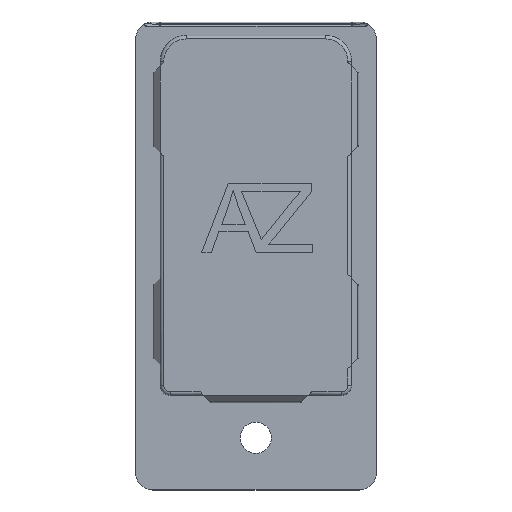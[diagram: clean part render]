
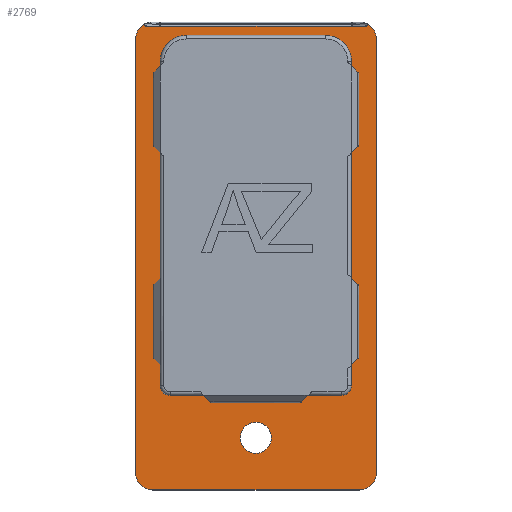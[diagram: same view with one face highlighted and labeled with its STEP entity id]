
A CAD part, top view. The second image highlights one B-rep face of the part: STEP entity #2769.
In plain terms, the highlighted planar face has unit normal (0, 0, 1).
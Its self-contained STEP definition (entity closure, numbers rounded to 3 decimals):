
#32=ELLIPSE('',#2992,0.311,0.2);
#33=ELLIPSE('',#2993,0.311,0.2);
#66=B_SPLINE_CURVE_WITH_KNOTS('',3,(#4293,#4294,#4295,#4296),
 .UNSPECIFIED.,.F.,.F.,(4,4),(0.119,0.139),
 .UNSPECIFIED.);
#67=B_SPLINE_CURVE_WITH_KNOTS('',3,(#4335,#4336,#4337,#4338),
 .UNSPECIFIED.,.F.,.F.,(4,4),(0.001,0.021),
 .UNSPECIFIED.);
#109=LINE('',#4224,#369);
#128=LINE('',#4341,#388);
#129=LINE('',#4345,#389);
#130=LINE('',#4347,#390);
#131=LINE('',#4352,#391);
#132=LINE('',#4354,#392);
#133=LINE('',#4356,#393);
#134=LINE('',#4360,#394);
#135=LINE('',#4362,#395);
#136=LINE('',#4364,#396);
#137=LINE('',#4368,#397);
#138=LINE('',#4372,#398);
#139=LINE('',#4374,#399);
#140=LINE('',#4376,#400);
#141=LINE('',#4378,#401);
#142=LINE('',#4379,#402);
#369=VECTOR('',#3327,10.);
#388=VECTOR('',#3408,10.);
#389=VECTOR('',#3411,10.);
#390=VECTOR('',#3414,10.);
#391=VECTOR('',#3417,10.);
#392=VECTOR('',#3418,10.);
#393=VECTOR('',#3419,10.);
#394=VECTOR('',#3422,10.);
#395=VECTOR('',#3423,10.);
#396=VECTOR('',#3424,10.);
#397=VECTOR('',#3427,10.);
#398=VECTOR('',#3430,10.);
#399=VECTOR('',#3431,10.);
#400=VECTOR('',#3432,10.);
#401=VECTOR('',#3433,10.);
#402=VECTOR('',#3434,10.);
#669=FACE_BOUND('',#950,.T.);
#670=FACE_BOUND('',#951,.T.);
#680=PLANE('',#2991);
#779=FACE_OUTER_BOUND('',#949,.T.);
#949=EDGE_LOOP('',(#2027,#2028,#2029,#2030,#2031,#2032,#2033,#2034,#2035,
#2036,#2037,#2038));
#950=EDGE_LOOP('',(#2039));
#951=EDGE_LOOP('',(#2040,#2041,#2042,#2043,#2044,#2045,#2046,#2047,#2048,
#2049,#2050,#2051,#2052,#2053,#2054,#2055));
#1099=CIRCLE('',#2933,1.8);
#1100=CIRCLE('',#2935,2.);
#1105=CIRCLE('',#2943,2.);
#1120=CIRCLE('',#2965,2.);
#1123=CIRCLE('',#2971,2.);
#1132=CIRCLE('',#2994,1.15);
#1133=CIRCLE('',#2995,1.15);
#1134=CIRCLE('',#2996,3.);
#1135=CIRCLE('',#2997,3.);
#1210=VERTEX_POINT('',#4108);
#1211=VERTEX_POINT('',#4112);
#1212=VERTEX_POINT('',#4113);
#1218=VERTEX_POINT('',#4131);
#1219=VERTEX_POINT('',#4132);
#1248=VERTEX_POINT('',#4223);
#1252=VERTEX_POINT('',#4240);
#1256=VERTEX_POINT('',#4260);
#1257=VERTEX_POINT('',#4261);
#1263=VERTEX_POINT('',#4291);
#1275=VERTEX_POINT('',#4334);
#1276=VERTEX_POINT('',#4342);
#1277=VERTEX_POINT('',#4344);
#1278=VERTEX_POINT('',#4348);
#1279=VERTEX_POINT('',#4349);
#1280=VERTEX_POINT('',#4351);
#1281=VERTEX_POINT('',#4353);
#1282=VERTEX_POINT('',#4355);
#1283=VERTEX_POINT('',#4357);
#1284=VERTEX_POINT('',#4359);
#1285=VERTEX_POINT('',#4361);
#1286=VERTEX_POINT('',#4363);
#1287=VERTEX_POINT('',#4365);
#1288=VERTEX_POINT('',#4367);
#1289=VERTEX_POINT('',#4369);
#1290=VERTEX_POINT('',#4371);
#1291=VERTEX_POINT('',#4373);
#1292=VERTEX_POINT('',#4375);
#1293=VERTEX_POINT('',#4377);
#1473=EDGE_CURVE('',#1210,#1210,#1099,.T.);
#1474=EDGE_CURVE('',#1211,#1212,#1100,.T.);
#1483=EDGE_CURVE('',#1218,#1219,#1105,.T.);
#1520=EDGE_CURVE('',#1248,#1219,#109,.T.);
#1526=EDGE_CURVE('',#1248,#1252,#1120,.T.);
#1532=EDGE_CURVE('',#1256,#1257,#1123,.T.);
#1542=EDGE_CURVE('',#1256,#1263,#66,.F.);
#1561=EDGE_CURVE('',#1252,#1275,#67,.T.);
#1563=EDGE_CURVE('',#1211,#1257,#128,.T.);
#1564=EDGE_CURVE('',#1263,#1276,#32,.F.);
#1565=EDGE_CURVE('',#1276,#1277,#129,.T.);
#1566=EDGE_CURVE('',#1275,#1277,#33,.T.);
#1567=EDGE_CURVE('',#1212,#1218,#130,.T.);
#1568=EDGE_CURVE('',#1278,#1279,#1132,.T.);
#1569=EDGE_CURVE('',#1279,#1280,#131,.T.);
#1570=EDGE_CURVE('',#1280,#1281,#132,.T.);
#1571=EDGE_CURVE('',#1281,#1282,#133,.T.);
#1572=EDGE_CURVE('',#1282,#1283,#1133,.T.);
#1573=EDGE_CURVE('',#1283,#1284,#134,.T.);
#1574=EDGE_CURVE('',#1284,#1285,#135,.T.);
#1575=EDGE_CURVE('',#1285,#1286,#136,.T.);
#1576=EDGE_CURVE('',#1287,#1286,#1134,.F.);
#1577=EDGE_CURVE('',#1287,#1288,#137,.T.);
#1578=EDGE_CURVE('',#1289,#1288,#1135,.F.);
#1579=EDGE_CURVE('',#1289,#1290,#138,.T.);
#1580=EDGE_CURVE('',#1290,#1291,#139,.T.);
#1581=EDGE_CURVE('',#1291,#1292,#140,.T.);
#1582=EDGE_CURVE('',#1292,#1293,#141,.T.);
#1583=EDGE_CURVE('',#1293,#1278,#142,.T.);
#2027=ORIENTED_EDGE('',*,*,#1474,.F.);
#2028=ORIENTED_EDGE('',*,*,#1563,.T.);
#2029=ORIENTED_EDGE('',*,*,#1532,.F.);
#2030=ORIENTED_EDGE('',*,*,#1542,.T.);
#2031=ORIENTED_EDGE('',*,*,#1564,.T.);
#2032=ORIENTED_EDGE('',*,*,#1565,.T.);
#2033=ORIENTED_EDGE('',*,*,#1566,.F.);
#2034=ORIENTED_EDGE('',*,*,#1561,.F.);
#2035=ORIENTED_EDGE('',*,*,#1526,.F.);
#2036=ORIENTED_EDGE('',*,*,#1520,.T.);
#2037=ORIENTED_EDGE('',*,*,#1483,.F.);
#2038=ORIENTED_EDGE('',*,*,#1567,.F.);
#2039=ORIENTED_EDGE('',*,*,#1473,.T.);
#2040=ORIENTED_EDGE('',*,*,#1568,.T.);
#2041=ORIENTED_EDGE('',*,*,#1569,.T.);
#2042=ORIENTED_EDGE('',*,*,#1570,.T.);
#2043=ORIENTED_EDGE('',*,*,#1571,.T.);
#2044=ORIENTED_EDGE('',*,*,#1572,.T.);
#2045=ORIENTED_EDGE('',*,*,#1573,.T.);
#2046=ORIENTED_EDGE('',*,*,#1574,.T.);
#2047=ORIENTED_EDGE('',*,*,#1575,.T.);
#2048=ORIENTED_EDGE('',*,*,#1576,.F.);
#2049=ORIENTED_EDGE('',*,*,#1577,.T.);
#2050=ORIENTED_EDGE('',*,*,#1578,.F.);
#2051=ORIENTED_EDGE('',*,*,#1579,.T.);
#2052=ORIENTED_EDGE('',*,*,#1580,.T.);
#2053=ORIENTED_EDGE('',*,*,#1581,.T.);
#2054=ORIENTED_EDGE('',*,*,#1582,.T.);
#2055=ORIENTED_EDGE('',*,*,#1583,.T.);
#2769=ADVANCED_FACE('',(#779,#669,#670),#680,.F.);
#2933=AXIS2_PLACEMENT_3D('',#4110,#3247,#3248);
#2935=AXIS2_PLACEMENT_3D('',#4114,#3251,#3252);
#2943=AXIS2_PLACEMENT_3D('',#4133,#3271,#3272);
#2965=AXIS2_PLACEMENT_3D('',#4241,#3338,#3339);
#2971=AXIS2_PLACEMENT_3D('',#4262,#3350,#3351);
#2991=AXIS2_PLACEMENT_3D('',#4340,#3406,#3407);
#2992=AXIS2_PLACEMENT_3D('',#4343,#3409,#3410);
#2993=AXIS2_PLACEMENT_3D('',#4346,#3412,#3413);
#2994=AXIS2_PLACEMENT_3D('',#4350,#3415,#3416);
#2995=AXIS2_PLACEMENT_3D('',#4358,#3420,#3421);
#2996=AXIS2_PLACEMENT_3D('',#4366,#3425,#3426);
#2997=AXIS2_PLACEMENT_3D('',#4370,#3428,#3429);
#3247=DIRECTION('center_axis',(0.,0.,-1.));
#3248=DIRECTION('ref_axis',(-1.,0.,0.));
#3251=DIRECTION('center_axis',(0.,0.,-1.));
#3252=DIRECTION('ref_axis',(0.707,-0.707,0.));
#3271=DIRECTION('center_axis',(0.,0.,-1.));
#3272=DIRECTION('ref_axis',(-0.707,-0.707,0.));
#3327=DIRECTION('',(0.,-1.,0.));
#3338=DIRECTION('center_axis',(0.,0.,-1.));
#3339=DIRECTION('ref_axis',(-0.707,0.707,0.));
#3350=DIRECTION('center_axis',(0.,0.,-1.));
#3351=DIRECTION('ref_axis',(0.707,0.707,0.));
#3406=DIRECTION('center_axis',(0.,0.,-1.));
#3407=DIRECTION('ref_axis',(-1.,0.,0.));
#3408=DIRECTION('',(0.,1.,0.));
#3409=DIRECTION('center_axis',(0.,0.,1.));
#3410=DIRECTION('ref_axis',(1.,0.,0.));
#3411=DIRECTION('',(-1.,0.,0.));
#3412=DIRECTION('center_axis',(0.,0.,1.));
#3413=DIRECTION('ref_axis',(-1.,0.,0.));
#3414=DIRECTION('',(-1.,0.,0.));
#3415=DIRECTION('center_axis',(0.,0.,-1.));
#3416=DIRECTION('ref_axis',(1.,0.,0.));
#3417=DIRECTION('',(-1.,0.,0.));
#3418=DIRECTION('',(-1.,0.,0.));
#3419=DIRECTION('',(-1.,0.,0.));
#3420=DIRECTION('center_axis',(0.,0.,-1.));
#3421=DIRECTION('ref_axis',(0.,-1.,0.));
#3422=DIRECTION('',(0.,1.,0.));
#3423=DIRECTION('',(0.,1.,0.));
#3424=DIRECTION('',(0.,1.,0.));
#3425=DIRECTION('center_axis',(0.,0.,-1.));
#3426=DIRECTION('ref_axis',(-0.707,0.707,0.));
#3427=DIRECTION('',(1.,0.,0.));
#3428=DIRECTION('center_axis',(0.,0.,-1.));
#3429=DIRECTION('ref_axis',(0.707,0.707,0.));
#3430=DIRECTION('',(0.,-1.,0.));
#3431=DIRECTION('',(0.,-1.,0.));
#3432=DIRECTION('',(0.,-1.,0.));
#3433=DIRECTION('',(0.,-1.,0.));
#3434=DIRECTION('',(0.,-1.,0.));
#4108=CARTESIAN_POINT('',(2.4,-20.228,-6.44));
#4110=CARTESIAN_POINT('Origin',(0.6,-20.228,-6.44));
#4112=CARTESIAN_POINT('',(14.478,-24.228,-6.44));
#4113=CARTESIAN_POINT('',(12.478,-26.228,-6.44));
#4114=CARTESIAN_POINT('Origin',(12.478,-24.228,-6.44));
#4131=CARTESIAN_POINT('',(-11.249,-26.228,-6.44));
#4132=CARTESIAN_POINT('',(-13.249,-24.228,-6.44));
#4133=CARTESIAN_POINT('Origin',(-11.249,-24.228,-6.44));
#4223=CARTESIAN_POINT('',(-13.249,25.628,-6.44));
#4224=CARTESIAN_POINT('',(-13.249,-18.228,-6.44));
#4240=CARTESIAN_POINT('',(-12.315,27.321,-6.44));
#4241=CARTESIAN_POINT('Origin',(-11.249,25.628,-6.44));
#4260=CARTESIAN_POINT('',(13.544,27.321,-6.44));
#4261=CARTESIAN_POINT('',(14.478,25.628,-6.44));
#4262=CARTESIAN_POINT('Origin',(12.478,25.628,-6.44));
#4291=CARTESIAN_POINT('',(13.383,27.185,-6.44));
#4293=CARTESIAN_POINT('Ctrl Pts',(13.383,27.185,-6.44));
#4294=CARTESIAN_POINT('Ctrl Pts',(13.441,27.22,-6.44));
#4295=CARTESIAN_POINT('Ctrl Pts',(13.497,27.274,-6.44));
#4296=CARTESIAN_POINT('Ctrl Pts',(13.544,27.321,-6.44));
#4334=CARTESIAN_POINT('',(-12.154,27.185,-6.44));
#4335=CARTESIAN_POINT('Ctrl Pts',(-12.315,27.321,-6.44));
#4336=CARTESIAN_POINT('Ctrl Pts',(-12.267,27.274,-6.44));
#4337=CARTESIAN_POINT('Ctrl Pts',(-12.212,27.22,-6.44));
#4338=CARTESIAN_POINT('Ctrl Pts',(-12.154,27.185,-6.44));
#4340=CARTESIAN_POINT('Origin',(0.615,4.7,-6.44));
#4341=CARTESIAN_POINT('',(14.478,-18.228,-6.44));
#4342=CARTESIAN_POINT('',(13.167,27.128,-6.44));
#4343=CARTESIAN_POINT('Origin',(13.167,27.328,-6.44));
#4344=CARTESIAN_POINT('',(-11.938,27.128,-6.44));
#4345=CARTESIAN_POINT('',(0.615,27.128,-6.44));
#4346=CARTESIAN_POINT('Origin',(-11.938,27.328,-6.44));
#4347=CARTESIAN_POINT('',(-13.249,-26.228,-6.44));
#4348=CARTESIAN_POINT('',(11.6,-14.2,-6.44));
#4349=CARTESIAN_POINT('',(10.45,-15.35,-6.44));
#4350=CARTESIAN_POINT('Origin',(10.45,-14.2,-6.44));
#4351=CARTESIAN_POINT('',(6.6,-15.35,-6.44));
#4352=CARTESIAN_POINT('',(-4.318,-15.35,-6.44));
#4353=CARTESIAN_POINT('',(-5.4,-15.35,-6.44));
#4354=CARTESIAN_POINT('',(-4.318,-15.35,-6.44));
#4355=CARTESIAN_POINT('',(-9.25,-15.35,-6.44));
#4356=CARTESIAN_POINT('',(-4.318,-15.35,-6.44));
#4357=CARTESIAN_POINT('',(-10.4,-14.2,-6.44));
#4358=CARTESIAN_POINT('Origin',(-9.25,-14.2,-6.44));
#4359=CARTESIAN_POINT('',(-10.4,12.578,-6.44));
#4360=CARTESIAN_POINT('',(-10.4,15.389,-6.44));
#4361=CARTESIAN_POINT('',(-10.4,22.578,-6.44));
#4362=CARTESIAN_POINT('',(-10.4,15.389,-6.44));
#4363=CARTESIAN_POINT('',(-10.4,23.078,-6.44));
#4364=CARTESIAN_POINT('',(-10.4,15.389,-6.44));
#4365=CARTESIAN_POINT('',(-7.4,26.078,-6.44));
#4366=CARTESIAN_POINT('Origin',(-7.4,23.078,-6.44));
#4367=CARTESIAN_POINT('',(8.6,26.078,-6.44));
#4368=CARTESIAN_POINT('',(6.107,26.078,-6.44));
#4369=CARTESIAN_POINT('',(11.6,23.078,-6.44));
#4370=CARTESIAN_POINT('Origin',(8.6,23.078,-6.44));
#4371=CARTESIAN_POINT('',(11.6,22.578,-6.44));
#4372=CARTESIAN_POINT('',(11.6,-4.75,-6.44));
#4373=CARTESIAN_POINT('',(11.6,12.578,-6.44));
#4374=CARTESIAN_POINT('',(11.6,-4.75,-6.44));
#4375=CARTESIAN_POINT('',(11.6,-1.85,-6.44));
#4376=CARTESIAN_POINT('',(11.6,-4.75,-6.44));
#4377=CARTESIAN_POINT('',(11.6,-11.85,-6.44));
#4378=CARTESIAN_POINT('',(11.6,-4.75,-6.44));
#4379=CARTESIAN_POINT('',(11.6,-4.75,-6.44));
